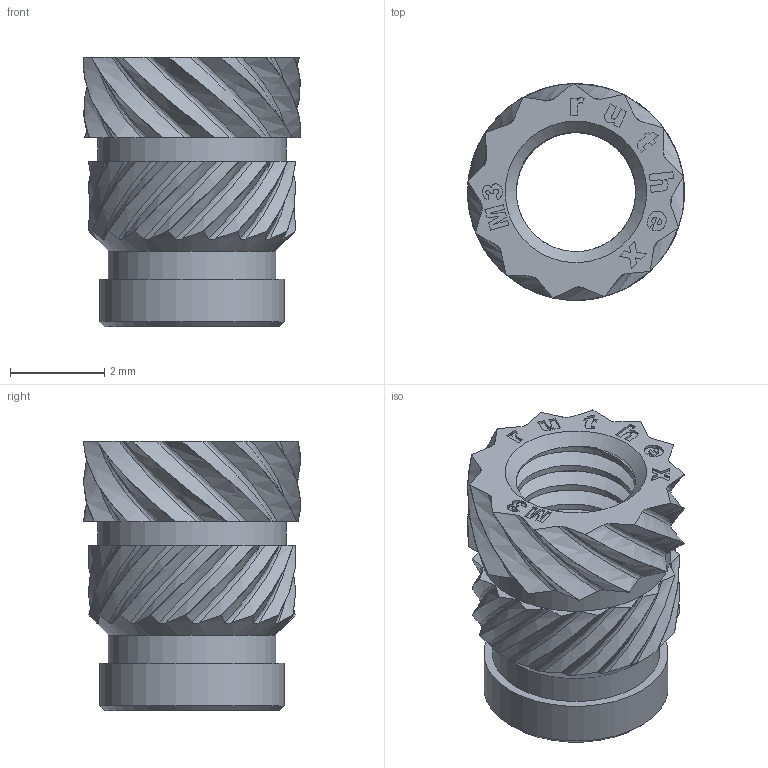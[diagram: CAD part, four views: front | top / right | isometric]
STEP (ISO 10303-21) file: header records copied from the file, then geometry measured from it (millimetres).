
FILE_DESCRIPTION(/* description */ (''),/* implementation_level */ '2;1');
FILE_NAME(/* name */ 'ruthex RX-M3x5,7 v2 v2.step',/* time_stamp */ '2020-10-29T20:11:49+01:00',/* author */ (''),/* organization */ (''),/* preprocessor_version */ 'ST-DEVELOPER v18.1',/* originating_system */ 'Autodesk Translation Framework v9.3.0.1241',/* authorisation */ '');
FILE_SCHEMA (('AUTOMOTIVE_DESIGN { 1 0 10303 214 3 1 1 }'));
Length unit declared in the file: millimetre
Products named in the file (2): ruthex RX-M3x5,7 v2; ruthex RX-M3-5,7
Assembly tree (1 placements, depth 2):
  ruthex RX-M3x5,7 v2
    ruthex RX-M3-5,7
Bounding box: 4.6 x 4.6 x 5.7 mm (x, y, z)
Volume: 39.7 mm3; surface area: 187.5 mm2
Topology: 1 solids, 1 shells, 313 faces, 1021 edges, 722 vertices
Faces by surface type: bspline 171, plane 81, cylinder 58, cone 3
Full cylindrical faces by diameter (mm): 2.529 x7, 3.086 x3, 3.55 x1, 3.91 x1, 4 x1
Entity records: 16520 total; most frequent: CARTESIAN_POINT 9108, ORIENTED_EDGE 2042, EDGE_CURVE 1021, DIRECTION 746, VERTEX_POINT 722, B_SPLINE_CURVE_WITH_KNOTS 642, EDGE_LOOP 327, FACE_OUTER_BOUND 313
